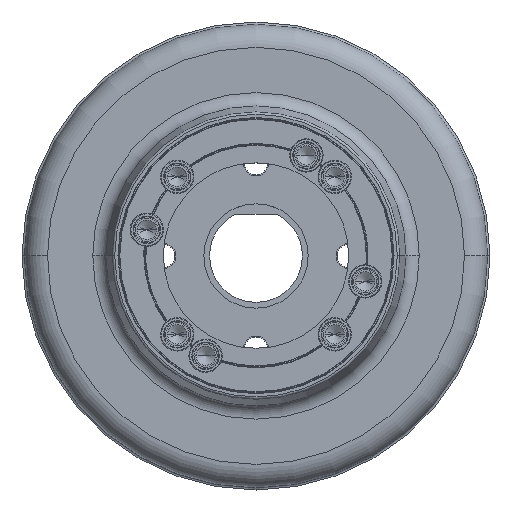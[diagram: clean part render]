
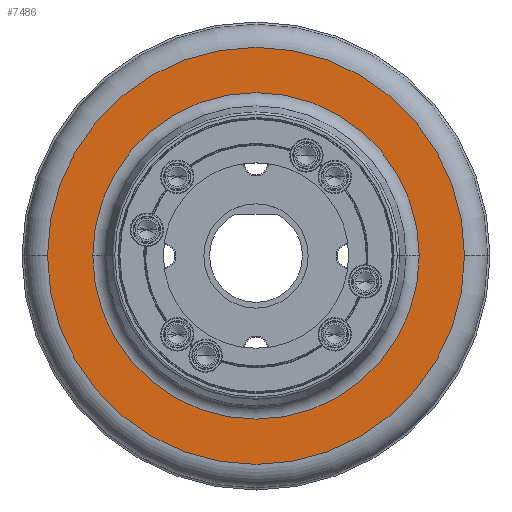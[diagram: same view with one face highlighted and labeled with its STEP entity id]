
A CAD part, top view. The second image highlights one B-rep face of the part: STEP entity #7486.
In plain terms, the highlighted planar face has unit normal (0, 0, 1).
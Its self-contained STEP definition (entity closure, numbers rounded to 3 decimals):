
#320 = AXIS2_PLACEMENT_3D ( 'NONE', #7593, #1262, #2006 ) ;
#422 = CARTESIAN_POINT ( 'NONE',  ( 0., 0., 11.5 ) ) ;
#572 = ORIENTED_EDGE ( 'NONE', *, *, #6527, .T. ) ;
#943 = VERTEX_POINT ( 'NONE', #8319 ) ;
#1187 = DIRECTION ( 'NONE',  ( 1., 0., 0. ) ) ;
#1249 = DIRECTION ( 'NONE',  ( 0., 0., -1. ) ) ;
#1262 = DIRECTION ( 'NONE',  ( 0., 0., -1. ) ) ;
#1363 = FACE_BOUND ( 'NONE', #4931, .T. ) ;
#1803 = ORIENTED_EDGE ( 'NONE', *, *, #2675, .T. ) ;
#1837 = EDGE_LOOP ( 'NONE', ( #6764, #572 ) ) ;
#2006 = DIRECTION ( 'NONE',  ( 1., 0., 0. ) ) ;
#2528 = CARTESIAN_POINT ( 'NONE',  ( -35.232, 0., 11.5 ) ) ;
#2675 = EDGE_CURVE ( 'NONE', #6457, #3725, #6548, .T. ) ;
#2786 = CARTESIAN_POINT ( 'NONE',  ( 0., 0., 11.5 ) ) ;
#3725 = VERTEX_POINT ( 'NONE', #2528 ) ;
#3772 = EDGE_CURVE ( 'NONE', #3725, #6457, #8254, .T. ) ;
#4361 = DIRECTION ( 'NONE',  ( 0., 0., 1. ) ) ;
#4392 = DIRECTION ( 'NONE',  ( 1., 0., 0. ) ) ;
#4931 = EDGE_LOOP ( 'NONE', ( #1803, #6013 ) ) ;
#5175 = CARTESIAN_POINT ( 'NONE',  ( 0., 0., 11.5 ) ) ;
#5264 = CARTESIAN_POINT ( 'NONE',  ( 0., 0., 11.5 ) ) ;
#5496 = CARTESIAN_POINT ( 'NONE',  ( -45., 0., 11.5 ) ) ;
#6013 = ORIENTED_EDGE ( 'NONE', *, *, #3772, .T. ) ;
#6065 = DIRECTION ( 'NONE',  ( 0., 0., 1. ) ) ;
#6414 = CIRCLE ( 'NONE', #9651, 45. ) ;
#6457 = VERTEX_POINT ( 'NONE', #7515 ) ;
#6527 = EDGE_CURVE ( 'NONE', #6779, #943, #8943, .T. ) ;
#6548 = CIRCLE ( 'NONE', #9891, 35.232 ) ;
#6699 = FACE_OUTER_BOUND ( 'NONE', #1837, .T. ) ;
#6764 = ORIENTED_EDGE ( 'NONE', *, *, #10300, .T. ) ;
#6779 = VERTEX_POINT ( 'NONE', #5496 ) ;
#7443 = PLANE ( 'NONE',  #8863 ) ;
#7486 = ADVANCED_FACE ( 'NONE', ( #1363, #6699 ), #7443, .T. ) ;
#7515 = CARTESIAN_POINT ( 'NONE',  ( 35.232, 0., 11.5 ) ) ;
#7593 = CARTESIAN_POINT ( 'NONE',  ( 0., 0., 11.5 ) ) ;
#7623 = DIRECTION ( 'NONE',  ( 0., 0., 1. ) ) ;
#8254 = CIRCLE ( 'NONE', #320, 35.232 ) ;
#8319 = CARTESIAN_POINT ( 'NONE',  ( 45., 0., 11.5 ) ) ;
#8339 = AXIS2_PLACEMENT_3D ( 'NONE', #2786, #7623, #1187 ) ;
#8494 = DIRECTION ( 'NONE',  ( 1., 0., 0. ) ) ;
#8521 = DIRECTION ( 'NONE',  ( 1., 0., 0. ) ) ;
#8863 = AXIS2_PLACEMENT_3D ( 'NONE', #422, #4361, #4392 ) ;
#8943 = CIRCLE ( 'NONE', #8339, 45. ) ;
#9651 = AXIS2_PLACEMENT_3D ( 'NONE', #5175, #6065, #8521 ) ;
#9891 = AXIS2_PLACEMENT_3D ( 'NONE', #5264, #1249, #8494 ) ;
#10300 = EDGE_CURVE ( 'NONE', #943, #6779, #6414, .T. ) ;
